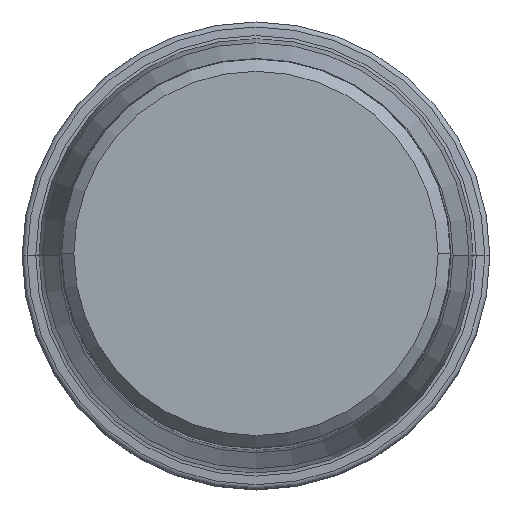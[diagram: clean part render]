
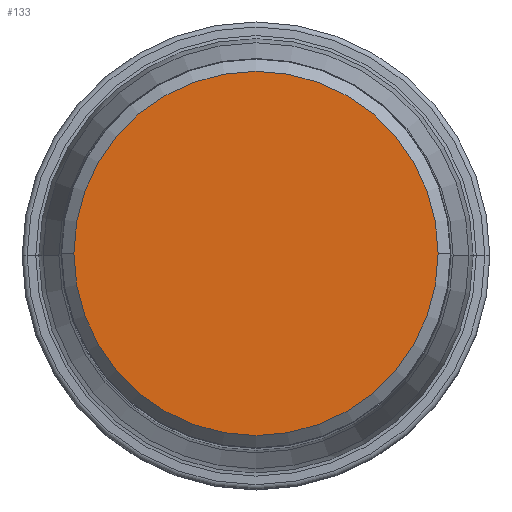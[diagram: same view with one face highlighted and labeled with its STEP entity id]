
A CAD part, top view. The second image highlights one B-rep face of the part: STEP entity #133.
In plain terms, the highlighted planar face has unit normal (0, 0, 1).
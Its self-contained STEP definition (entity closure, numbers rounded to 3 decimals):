
#54=PLANE('',#1239);
#133=ADVANCED_FACE('',(#206),#54,.F.);
#206=FACE_OUTER_BOUND('',#272,.T.);
#272=EDGE_LOOP('',(#420,#421));
#420=ORIENTED_EDGE('',*,*,#738,.T.);
#421=ORIENTED_EDGE('',*,*,#739,.T.);
#630=VERTEX_POINT('',#2036);
#631=VERTEX_POINT('',#2037);
#738=EDGE_CURVE('',#630,#631,#881,.T.);
#739=EDGE_CURVE('',#631,#630,#882,.T.);
#881=CIRCLE('',#1237,14.836);
#882=CIRCLE('',#1238,14.836);
#1237=AXIS2_PLACEMENT_3D('',#2035,#1523,#1524);
#1238=AXIS2_PLACEMENT_3D('',#2038,#1525,#1526);
#1239=AXIS2_PLACEMENT_3D('',#2039,#1527,#1528);
#1523=DIRECTION('',(0.,0.,1.));
#1524=DIRECTION('',(-1.,0.,0.));
#1525=DIRECTION('',(0.,0.,1.));
#1526=DIRECTION('',(1.,0.,0.));
#1527=DIRECTION('',(0.,0.,-1.));
#1528=DIRECTION('',(1.,0.,0.));
#2035=CARTESIAN_POINT('',(0.,0.,0.));
#2036=CARTESIAN_POINT('',(-14.836,0.,0.));
#2037=CARTESIAN_POINT('',(14.836,0.,0.));
#2038=CARTESIAN_POINT('',(0.,0.,0.));
#2039=CARTESIAN_POINT('',(0.,0.,0.));
